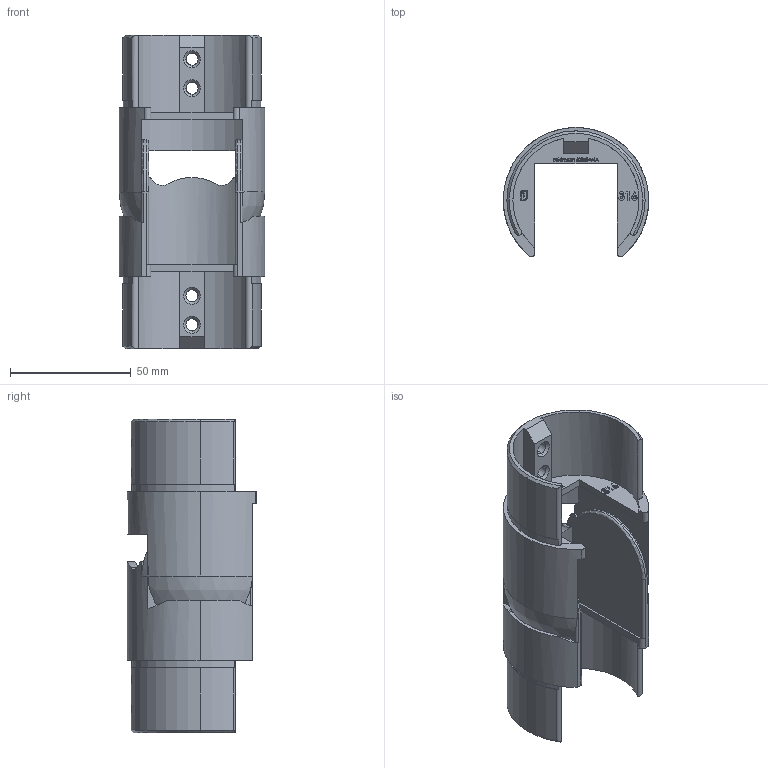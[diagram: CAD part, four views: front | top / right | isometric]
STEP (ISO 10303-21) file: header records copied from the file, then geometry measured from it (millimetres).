
FILE_DESCRIPTION (( 'STEP AP203' ), '1' );
FILE_NAME ('60353-V4A.STEP', '2020-12-04T11:37:40', ( '' ), ( '' ), 'SwSTEP 2.0', 'SolidWorks 2018', '' );
FILE_SCHEMA (( 'CONFIG_CONTROL_DESIGN' ));
Length unit declared in the file: millimetre
Products named in the file (5): 60353-V4A Teil2; 60353-V4A Teil2_60312-240 f〉 60,3 Teil2; 60353-V4A Teil1; 60353-V4A; 60353-V4A Teil1_60353-V4A Teil1
Assembly tree (2 placements, depth 2):
  60353-V4A Teil2
  60353-V4A Teil1
  60353-V4A
    60353-V4A Teil1_60353-V4A Teil1
    60353-V4A Teil2_60312-240 f〉 60,3 Teil2
Bounding box: 60.3 x 53.5 x 130 mm (x, y, z)
Volume: 80193.7 mm3; surface area: 45431.3 mm2
Topology: 2 solids, 2 shells, 532 faces, 1447 edges, 957 vertices
Faces by surface type: plane 247, bspline 196, cylinder 66, cone 14, torus 5, sphere 4
Entity records: 30160 total; most frequent: CARTESIAN_POINT 17570, ORIENTED_EDGE 2894, DIRECTION 1839, EDGE_CURVE 1447, VERTEX_POINT 957, LINE 851, VECTOR 851, EDGE_LOOP 578
